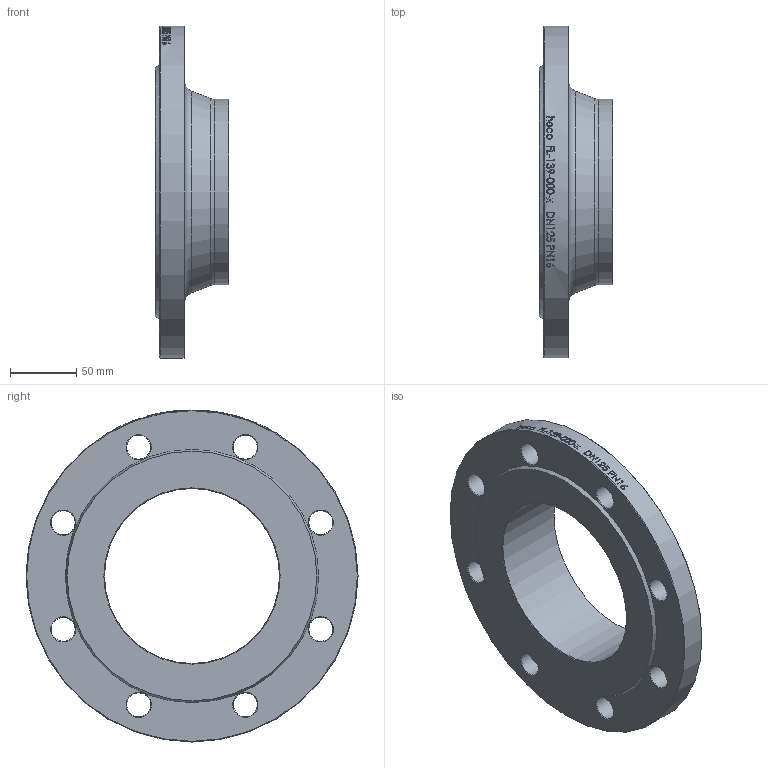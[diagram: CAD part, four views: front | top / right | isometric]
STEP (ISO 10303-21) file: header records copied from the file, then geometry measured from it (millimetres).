
FILE_DESCRIPTION (( 'STEP AP214' ), '1' );
FILE_NAME ('FL-139-000-x Vorschweissflansch DN125 PN16 iso DIN2633 2009.STEP', '2020-09-15T08:13:02', ( '' ), ( '' ), 'SwSTEP 2.0', 'SolidWorks 2019', '' );
FILE_SCHEMA (( 'AUTOMOTIVE_DESIGN' ));
Length unit declared in the file: millimetre
Products named in the file (1): FL-139-000-x Vorschweissflansch DN125 PN16 iso DIN2633 2009
Bounding box: 55 x 250 x 250 mm (x, y, z)
Volume: 776014.7 mm3; surface area: 124722.7 mm2
Topology: 1 solids, 1 shells, 72 faces, 340 edges, 305 vertices
Faces by surface type: cylinder 45, cone 21, plane 4, torus 2
Full cylindrical faces by diameter (mm): 18 x8, 131.7 x1, 139.7 x1, 250 x1
Entity records: 8109 total; most frequent: CARTESIAN_POINT 5260, ORIENTED_EDGE 586, DIRECTION 391, EDGE_CURVE 293, VERTEX_POINT 293, AXIS2_PLACEMENT_3D 175, EDGE_LOOP 160, B_SPLINE_CURVE_WITH_KNOTS 150
